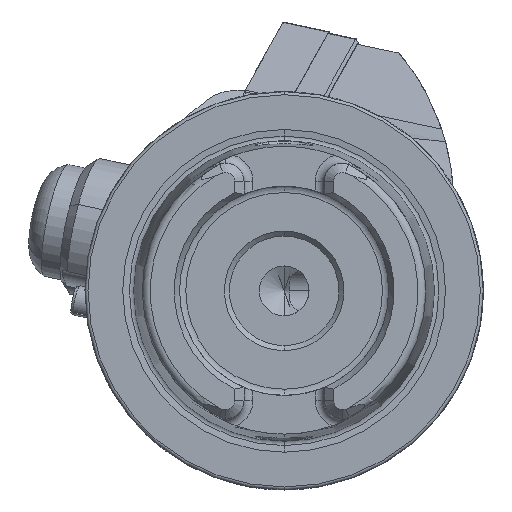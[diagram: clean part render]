
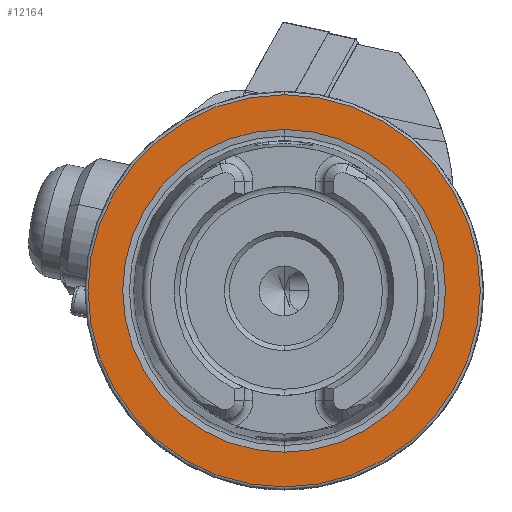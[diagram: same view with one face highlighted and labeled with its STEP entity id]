
A CAD part, left-side view. The second image highlights one B-rep face of the part: STEP entity #12164.
In plain terms, the highlighted planar face has unit normal (-1, 0, 0).
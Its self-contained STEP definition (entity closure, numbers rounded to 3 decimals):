
#426 = EDGE_CURVE ( 'NONE', #3798, #3794, #2494, .T. ) ;
#436 = EDGE_CURVE ( 'NONE', #3791, #3786, #2425, .T. ) ;
#1312 = CARTESIAN_POINT ( 'NONE',  ( 0., 0., -16.207 ) ) ;
#1317 = CARTESIAN_POINT ( 'NONE',  ( 0., 0., 16.207 ) ) ;
#1320 = CARTESIAN_POINT ( 'NONE',  ( 0., 0., 19.7 ) ) ;
#1324 = CARTESIAN_POINT ( 'NONE',  ( 0., 0., -19.7 ) ) ;
#1811 = AXIS2_PLACEMENT_3D ( 'NONE', #12818, #12819, #12820 ) ;
#1814 = AXIS2_PLACEMENT_3D ( 'NONE', #12807, #12808, #12809 ) ;
#2048 = AXIS2_PLACEMENT_3D ( 'NONE', #6891, #6892, #6893 ) ;
#2050 = AXIS2_PLACEMENT_3D ( 'NONE', #6882, #6883, #6884 ) ;
#2115 = EDGE_CURVE ( 'NONE', #3786, #3791, #9433, .T. ) ;
#2119 = EDGE_CURVE ( 'NONE', #3794, #3798, #9424, .T. ) ;
#2258 = AXIS2_PLACEMENT_3D ( 'NONE', #10610, #10621, #10623 ) ;
#2425 = CIRCLE ( 'NONE', #2048, 16.207 ) ;
#2494 = CIRCLE ( 'NONE', #2050, 19.7 ) ;
#2575 = ORIENTED_EDGE ( 'NONE', *, *, #436, .F. ) ;
#2576 = ORIENTED_EDGE ( 'NONE', *, *, #2115, .F. ) ;
#2577 = ORIENTED_EDGE ( 'NONE', *, *, #2119, .T. ) ;
#2578 = ORIENTED_EDGE ( 'NONE', *, *, #426, .T. ) ;
#3786 = VERTEX_POINT ( 'NONE', #1312 ) ;
#3791 = VERTEX_POINT ( 'NONE', #1317 ) ;
#3794 = VERTEX_POINT ( 'NONE', #1320 ) ;
#3798 = VERTEX_POINT ( 'NONE', #1324 ) ;
#6882 = CARTESIAN_POINT ( 'NONE',  ( 0., 0., 0. ) ) ;
#6883 = DIRECTION ( 'NONE',  ( -1., 0., 0. ) ) ;
#6884 = DIRECTION ( 'NONE',  ( 0., 0., 1. ) ) ;
#6891 = CARTESIAN_POINT ( 'NONE',  ( 0., 0., 0. ) ) ;
#6892 = DIRECTION ( 'NONE',  ( -1., 0., 0. ) ) ;
#6893 = DIRECTION ( 'NONE',  ( 0., 0., 1. ) ) ;
#8074 = EDGE_LOOP ( 'NONE', ( #2575, #2576 ) ) ;
#8143 = EDGE_LOOP ( 'NONE', ( #2577, #2578 ) ) ;
#9424 = CIRCLE ( 'NONE', #1811, 19.7 ) ;
#9433 = CIRCLE ( 'NONE', #1814, 16.207 ) ;
#10610 = CARTESIAN_POINT ( 'NONE',  ( 0., 19.7, 0. ) ) ;
#10617 = PLANE ( 'NONE',  #2258 ) ;
#10621 = DIRECTION ( 'NONE',  ( 1., 0., 0. ) ) ;
#10623 = DIRECTION ( 'NONE',  ( 0., 0., -1. ) ) ;
#12164 = ADVANCED_FACE ( 'NONE', ( #13286, #13293 ), #10617, .F. ) ;
#12807 = CARTESIAN_POINT ( 'NONE',  ( 0., 0., 0. ) ) ;
#12808 = DIRECTION ( 'NONE',  ( -1., 0., 0. ) ) ;
#12809 = DIRECTION ( 'NONE',  ( 0., 0., 1. ) ) ;
#12818 = CARTESIAN_POINT ( 'NONE',  ( 0., 0., 0. ) ) ;
#12819 = DIRECTION ( 'NONE',  ( -1., 0., 0. ) ) ;
#12820 = DIRECTION ( 'NONE',  ( 0., 0., 1. ) ) ;
#13286 = FACE_BOUND ( 'NONE', #8074, .T. ) ;
#13293 = FACE_OUTER_BOUND ( 'NONE', #8143, .T. ) ;
